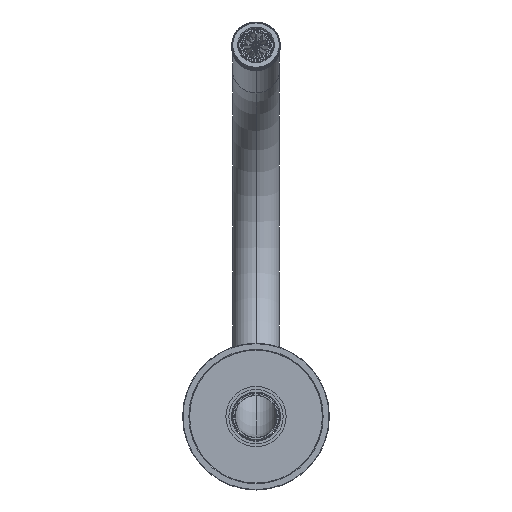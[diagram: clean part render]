
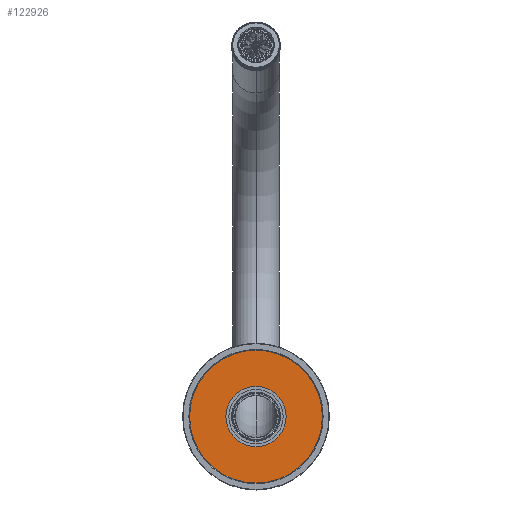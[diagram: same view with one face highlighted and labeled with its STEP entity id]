
A CAD part, front view. The second image highlights one B-rep face of the part: STEP entity #122926.
In plain terms, the highlighted planar face has unit normal (0, -1, 0).
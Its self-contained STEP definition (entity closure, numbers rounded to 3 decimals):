
#12711 = CARTESIAN_POINT ( 'NONE',  ( 0., -0.5, 0. ) ) ;
#14090 = CARTESIAN_POINT ( 'NONE',  ( 0., -0.5, 0. ) ) ;
#14109 = EDGE_CURVE ( 'NONE', #29495, #29578, #51968, .T. ) ;
#18116 = PLANE ( 'NONE',  #27283 ) ;
#18118 = CIRCLE ( 'NONE', #90452, 20.5 ) ;
#19572 = CIRCLE ( 'NONE', #32069, 20.5 ) ;
#23644 = DIRECTION ( 'NONE',  ( 0., -1., 0. ) ) ;
#25784 = ORIENTED_EDGE ( 'NONE', *, *, #14109, .T. ) ;
#27283 = AXIS2_PLACEMENT_3D ( 'NONE', #97976, #37895, #65737 ) ;
#28288 = DIRECTION ( 'NONE',  ( 0., 0., -1. ) ) ;
#29495 = VERTEX_POINT ( 'NONE', #115174 ) ;
#29578 = VERTEX_POINT ( 'NONE', #67541 ) ;
#31351 = EDGE_LOOP ( 'NONE', ( #131534, #48013 ) ) ;
#32069 = AXIS2_PLACEMENT_3D ( 'NONE', #12711, #23644, #82177 ) ;
#37895 = DIRECTION ( 'NONE',  ( 0., 1., 0. ) ) ;
#41653 = AXIS2_PLACEMENT_3D ( 'NONE', #14090, #71880, #51569 ) ;
#45676 = EDGE_CURVE ( 'NONE', #111230, #134893, #18118, .T. ) ;
#48013 = ORIENTED_EDGE ( 'NONE', *, *, #96016, .F. ) ;
#49008 = EDGE_LOOP ( 'NONE', ( #25784, #144190 ) ) ;
#51569 = DIRECTION ( 'NONE',  ( 0., 0., -1. ) ) ;
#51968 = CIRCLE ( 'NONE', #141637, 47.5 ) ;
#52846 = CARTESIAN_POINT ( 'NONE',  ( 0., -0.5, 0. ) ) ;
#65737 = DIRECTION ( 'NONE',  ( 0., 0., 1. ) ) ;
#67255 = FACE_BOUND ( 'NONE', #31351, .T. ) ;
#67541 = CARTESIAN_POINT ( 'NONE',  ( 0., -0.5, 47.5 ) ) ;
#71880 = DIRECTION ( 'NONE',  ( 0., -1., 0. ) ) ;
#72507 = CARTESIAN_POINT ( 'NONE',  ( 0., -0.5, 20.5 ) ) ;
#75359 = EDGE_CURVE ( 'NONE', #29578, #29495, #86418, .T. ) ;
#77440 = FACE_OUTER_BOUND ( 'NONE', #49008, .T. ) ;
#79331 = DIRECTION ( 'NONE',  ( 0., 0., -1. ) ) ;
#82177 = DIRECTION ( 'NONE',  ( 0., 0., -1. ) ) ;
#86418 = CIRCLE ( 'NONE', #41653, 47.5 ) ;
#90452 = AXIS2_PLACEMENT_3D ( 'NONE', #52846, #148017, #79331 ) ;
#94996 = CARTESIAN_POINT ( 'NONE',  ( 0., -0.5, -20.5 ) ) ;
#96016 = EDGE_CURVE ( 'NONE', #134893, #111230, #19572, .T. ) ;
#97976 = CARTESIAN_POINT ( 'NONE',  ( 0., -0.5, 47.5 ) ) ;
#110254 = CARTESIAN_POINT ( 'NONE',  ( 0., -0.5, 0. ) ) ;
#111230 = VERTEX_POINT ( 'NONE', #94996 ) ;
#115174 = CARTESIAN_POINT ( 'NONE',  ( 0., -0.5, -47.5 ) ) ;
#122926 = ADVANCED_FACE ( 'NONE', ( #67255, #77440 ), #18116, .F. ) ;
#131534 = ORIENTED_EDGE ( 'NONE', *, *, #45676, .F. ) ;
#134893 = VERTEX_POINT ( 'NONE', #72507 ) ;
#135224 = DIRECTION ( 'NONE',  ( 0., -1., 0. ) ) ;
#141637 = AXIS2_PLACEMENT_3D ( 'NONE', #110254, #135224, #28288 ) ;
#144190 = ORIENTED_EDGE ( 'NONE', *, *, #75359, .T. ) ;
#148017 = DIRECTION ( 'NONE',  ( 0., -1., 0. ) ) ;
